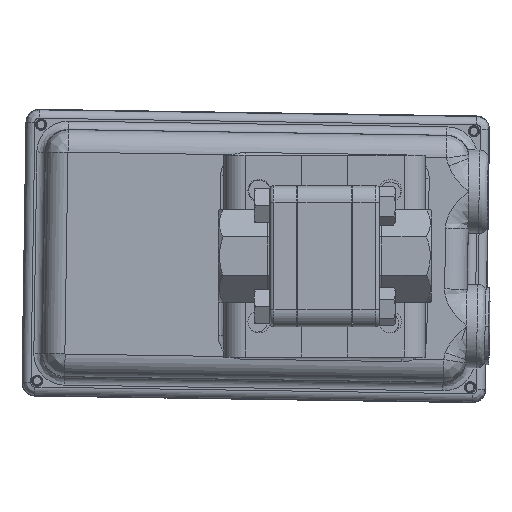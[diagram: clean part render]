
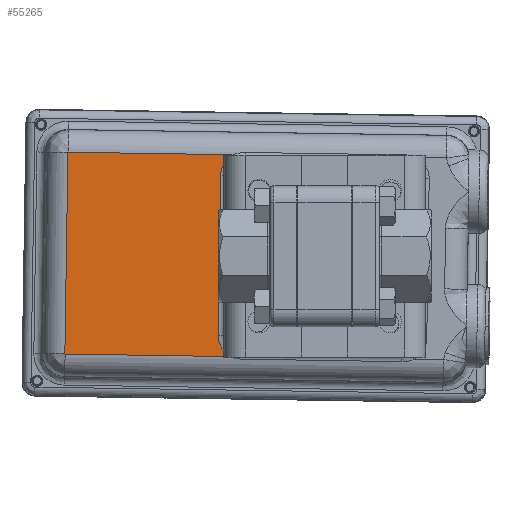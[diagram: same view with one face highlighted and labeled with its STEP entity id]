
A CAD part, front view. The second image highlights one B-rep face of the part: STEP entity #55265.
In plain terms, the highlighted planar face has unit normal (0, -1, 0).
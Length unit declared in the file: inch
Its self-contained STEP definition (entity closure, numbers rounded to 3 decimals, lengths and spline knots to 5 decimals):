
#1903 = LINE ( 'NONE', #56896, #56583 ) ;
#2145 = CARTESIAN_POINT ( 'NONE',  ( -3.81563, 4.53, 1.54517 ) ) ;
#3214 = AXIS2_PLACEMENT_3D ( 'NONE', #10632, #56864, #26124 ) ;
#3398 = EDGE_CURVE ( 'NONE', #9652, #31676, #3722, .T. ) ;
#3722 =( BOUNDED_CURVE ( )  B_SPLINE_CURVE ( 3, ( #65235, #29354, #24178, #3746 ),
 .UNSPECIFIED., .F., .F. ) 
 B_SPLINE_CURVE_WITH_KNOTS ( ( 4, 4 ),
 ( 0., 1. ),
 .UNSPECIFIED. ) 
 CURVE ( )  GEOMETRIC_REPRESENTATION_ITEM ( )  RATIONAL_B_SPLINE_CURVE ( ( 1., 0.805, 0.805, 1. ) ) 
 REPRESENTATION_ITEM ( '' )  );
#3746 = CARTESIAN_POINT ( 'NONE',  ( -3.86422, 4.53, -1.45271 ) ) ;
#5164 = ORIENTED_EDGE ( 'NONE', *, *, #18938, .F. ) ;
#5335 = CARTESIAN_POINT ( 'NONE',  ( -1.47951, 4.53, 1.44296 ) ) ;
#6483 = CARTESIAN_POINT ( 'NONE',  ( -1.58481, 4.53, -1.17663 ) ) ;
#8217 = CARTESIAN_POINT ( 'NONE',  ( -3.81892, 4.53, 1.54387 ) ) ;
#9299 = VERTEX_POINT ( 'NONE', #25153 ) ;
#9652 = VERTEX_POINT ( 'NONE', #38356 ) ;
#10632 = CARTESIAN_POINT ( 'NONE',  ( 1.76341, 4.53, -1.53778 ) ) ;
#11642 = CARTESIAN_POINT ( 'NONE',  ( -1.52286, 4.53, -1.42447 ) ) ;
#12131 = CARTESIAN_POINT ( 'NONE',  ( -1.58481, 4.53, -1.17663 ) ) ;
#14636 = EDGE_LOOP ( 'NONE', ( #50052, #28339, #60036, #5164, #60872, #40582, #45964, #33029 ) ) ;
#15273 = EDGE_CURVE ( 'NONE', #52957, #9299, #29357, .T. ) ;
#15566 = VERTEX_POINT ( 'NONE', #33982 ) ;
#18157 =( BOUNDED_CURVE ( )  B_SPLINE_CURVE ( 3, ( #44147, #8217, #59579, #28858 ),
 .UNSPECIFIED., .F., .T. ) 
 B_SPLINE_CURVE_WITH_KNOTS ( ( 4, 4 ),
 ( 0., 1. ),
 .UNSPECIFIED. ) 
 CURVE ( )  GEOMETRIC_REPRESENTATION_ITEM ( )  RATIONAL_B_SPLINE_CURVE ( ( 1., 0.805, 0.805, 1. ) ) 
 REPRESENTATION_ITEM ( '' )  );
#18938 = EDGE_CURVE ( 'NONE', #31676, #62346, #43657, .T. ) ;
#19505 = CARTESIAN_POINT ( 'NONE',  ( -3.84159, 4.53, 0.04462 ) ) ;
#20492 = FACE_OUTER_BOUND ( 'NONE', #14636, .T. ) ;
#20801 = CARTESIAN_POINT ( 'NONE',  ( -1.54693, 4.53, 1.32927 ) ) ;
#20958 = PLANE ( 'NONE',  #3214 ) ;
#24178 = CARTESIAN_POINT ( 'NONE',  ( -3.86425, 4.53, -1.45462 ) ) ;
#24651 = VECTOR ( 'NONE', #29756, 39.37008 ) ;
#25153 = CARTESIAN_POINT ( 'NONE',  ( -1.36451, 4.53, 1.50812 ) ) ;
#26072 = EDGE_CURVE ( 'NONE', #15566, #9652, #41561, .T. ) ;
#26124 = DIRECTION ( 'NONE',  ( -1., 0., 0. ) ) ;
#28339 = ORIENTED_EDGE ( 'NONE', *, *, #15273, .F. ) ;
#28420 = CARTESIAN_POINT ( 'NONE',  ( -1.54893, 4.53, 1.1971 ) ) ;
#28858 = CARTESIAN_POINT ( 'NONE',  ( -3.81563, 4.53, 1.54517 ) ) ;
#29354 = CARTESIAN_POINT ( 'NONE',  ( -3.86292, 4.53, -1.456 ) ) ;
#29357 = LINE ( 'NONE', #49937, #39809 ) ;
#29756 = DIRECTION ( 'NONE',  ( -1., 0., 0.015 ) ) ;
#31623 = VECTOR ( 'NONE', #55395, 39.37008 ) ;
#31676 = VERTEX_POINT ( 'NONE', #57273 ) ;
#33029 = ORIENTED_EDGE ( 'NONE', *, *, #41286, .F. ) ;
#33407 =( BOUNDED_CURVE ( )  B_SPLINE_CURVE ( 3, ( #56497, #5335, #20801, #56714 ),
 .UNSPECIFIED., .F., .T. ) 
 B_SPLINE_CURVE_WITH_KNOTS ( ( 4, 4 ),
 ( 0., 1. ),
 .UNSPECIFIED. ) 
 CURVE ( )  GEOMETRIC_REPRESENTATION_ITEM ( )  RATIONAL_B_SPLINE_CURVE ( ( 1., 0.912, 0.912, 1. ) ) 
 REPRESENTATION_ITEM ( '' )  );
#33982 = CARTESIAN_POINT ( 'NONE',  ( -1.40988, 4.53, -1.49308 ) ) ;
#38356 = CARTESIAN_POINT ( 'NONE',  ( -3.861, 4.53, -1.45603 ) ) ;
#39809 = VECTOR ( 'NONE', #45038, 39.37008 ) ;
#40100 = CARTESIAN_POINT ( 'NONE',  ( -0.03894, 4.53, -1.5138 ) ) ;
#40582 = ORIENTED_EDGE ( 'NONE', *, *, #26072, .F. ) ;
#41286 = EDGE_CURVE ( 'NONE', #56575, #59703, #1903, .T. ) ;
#41561 = LINE ( 'NONE', #40100, #24651 ) ;
#42077 =( BOUNDED_CURVE ( )  B_SPLINE_CURVE ( 3, ( #6483, #62791, #11642, #47565 ),
 .UNSPECIFIED., .F., .T. ) 
 B_SPLINE_CURVE_WITH_KNOTS ( ( 4, 4 ),
 ( 0., 1. ),
 .UNSPECIFIED. ) 
 CURVE ( )  GEOMETRIC_REPRESENTATION_ITEM ( )  RATIONAL_B_SPLINE_CURVE ( ( 1., 0.912, 0.912, 1. ) ) 
 REPRESENTATION_ITEM ( '' )  );
#43657 = LINE ( 'NONE', #19505, #31623 ) ;
#44147 = CARTESIAN_POINT ( 'NONE',  ( -3.81895, 4.53, 1.54195 ) ) ;
#45038 = DIRECTION ( 'NONE',  ( 1., 0., -0.015 ) ) ;
#45964 = ORIENTED_EDGE ( 'NONE', *, *, #61035, .F. ) ;
#46606 = DIRECTION ( 'NONE',  ( -0.015, 0., -1. ) ) ;
#47565 = CARTESIAN_POINT ( 'NONE',  ( -1.40988, 4.53, -1.49308 ) ) ;
#49937 = CARTESIAN_POINT ( 'NONE',  ( 1.80872, 4.53, 1.46015 ) ) ;
#50052 = ORIENTED_EDGE ( 'NONE', *, *, #61344, .F. ) ;
#52957 = VERTEX_POINT ( 'NONE', #2145 ) ;
#55265 = ADVANCED_FACE ( 'NONE', ( #20492 ), #20958, .F. ) ;
#55395 = DIRECTION ( 'NONE',  ( 0.015, 0., 1. ) ) ;
#56497 = CARTESIAN_POINT ( 'NONE',  ( -1.36451, 4.53, 1.50812 ) ) ;
#56575 = VERTEX_POINT ( 'NONE', #28420 ) ;
#56583 = VECTOR ( 'NONE', #46606, 39.37008 ) ;
#56615 = EDGE_CURVE ( 'NONE', #62346, #52957, #18157, .T. ) ;
#56714 = CARTESIAN_POINT ( 'NONE',  ( -1.54893, 4.53, 1.1971 ) ) ;
#56864 = DIRECTION ( 'NONE',  ( 0., 1., 0. ) ) ;
#56896 = CARTESIAN_POINT ( 'NONE',  ( -1.54893, 4.53, 1.1971 ) ) ;
#57273 = CARTESIAN_POINT ( 'NONE',  ( -3.86422, 4.53, -1.45271 ) ) ;
#59579 = CARTESIAN_POINT ( 'NONE',  ( -3.81755, 4.53, 1.5452 ) ) ;
#59703 = VERTEX_POINT ( 'NONE', #12131 ) ;
#59933 = CARTESIAN_POINT ( 'NONE',  ( -3.81895, 4.53, 1.54195 ) ) ;
#60036 = ORIENTED_EDGE ( 'NONE', *, *, #56615, .F. ) ;
#60872 = ORIENTED_EDGE ( 'NONE', *, *, #3398, .F. ) ;
#61035 = EDGE_CURVE ( 'NONE', #59703, #15566, #42077, .T. ) ;
#61344 = EDGE_CURVE ( 'NONE', #9299, #56575, #33407, .T. ) ;
#62346 = VERTEX_POINT ( 'NONE', #59933 ) ;
#62791 = CARTESIAN_POINT ( 'NONE',  ( -1.58681, 4.53, -1.30879 ) ) ;
#65235 = CARTESIAN_POINT ( 'NONE',  ( -3.861, 4.53, -1.45603 ) ) ;
